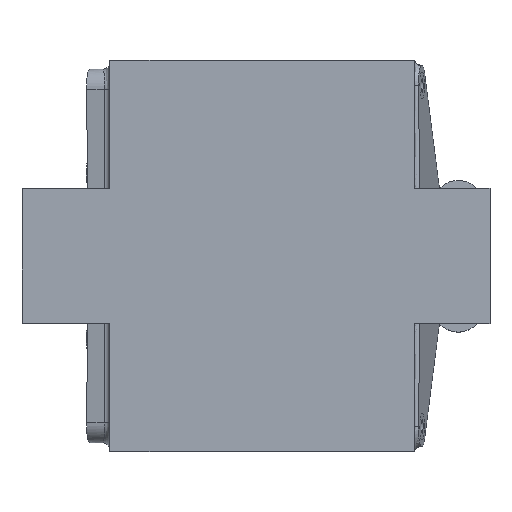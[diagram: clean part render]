
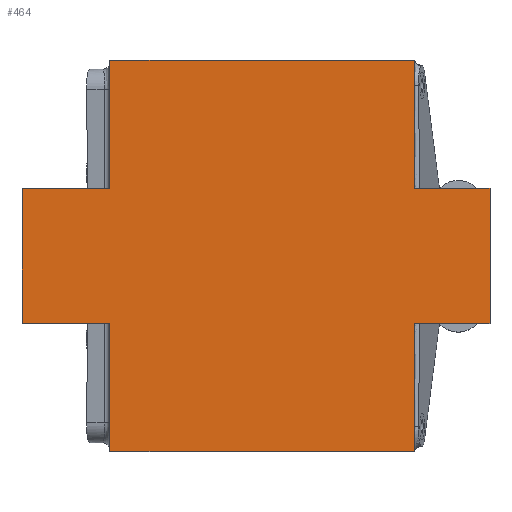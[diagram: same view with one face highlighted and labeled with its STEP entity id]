
A CAD part, top view. The second image highlights one B-rep face of the part: STEP entity #464.
In plain terms, the highlighted planar face has unit normal (0, 0, 1).
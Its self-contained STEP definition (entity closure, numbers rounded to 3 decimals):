
#391=PLANE('',#2582);
#464=ADVANCED_FACE('',(#646),#391,.F.);
#646=FACE_OUTER_BOUND('',#732,.T.);
#732=EDGE_LOOP('',(#1514,#1515,#1516,#1517,#1518,#1519,#1520,#1521,#1522,
#1523,#1524,#1525));
#996=LINE('',#3528,#1150);
#1000=LINE('',#3536,#1154);
#1010=LINE('',#3562,#1164);
#1037=LINE('',#3699,#1191);
#1048=LINE('',#3782,#1202);
#1076=LINE('',#3897,#1230);
#1089=LINE('',#3919,#1243);
#1090=LINE('',#3921,#1244);
#1091=LINE('',#3923,#1245);
#1092=LINE('',#3925,#1246);
#1093=LINE('',#3926,#1247);
#1094=LINE('',#3928,#1248);
#1150=VECTOR('',#2808,1.);
#1154=VECTOR('',#2814,1.);
#1164=VECTOR('',#2834,1.);
#1191=VECTOR('',#2899,1.);
#1202=VECTOR('',#2918,1.);
#1230=VECTOR('',#2992,1.);
#1243=VECTOR('',#3009,1.);
#1244=VECTOR('',#3012,1.);
#1245=VECTOR('',#3013,1.);
#1246=VECTOR('',#3014,1.);
#1247=VECTOR('',#3015,1.);
#1248=VECTOR('',#3016,1.);
#1514=ORIENTED_EDGE('',*,*,#2209,.F.);
#1515=ORIENTED_EDGE('',*,*,#2192,.T.);
#1516=ORIENTED_EDGE('',*,*,#2327,.F.);
#1517=ORIENTED_EDGE('',*,*,#2328,.T.);
#1518=ORIENTED_EDGE('',*,*,#2329,.T.);
#1519=ORIENTED_EDGE('',*,*,#2254,.T.);
#1520=ORIENTED_EDGE('',*,*,#2326,.F.);
#1521=ORIENTED_EDGE('',*,*,#2313,.F.);
#1522=ORIENTED_EDGE('',*,*,#2271,.F.);
#1523=ORIENTED_EDGE('',*,*,#2330,.F.);
#1524=ORIENTED_EDGE('',*,*,#2331,.T.);
#1525=ORIENTED_EDGE('',*,*,#2196,.F.);
#1972=VERTEX_POINT('',#3527);
#1973=VERTEX_POINT('',#3529);
#1975=VERTEX_POINT('',#3535);
#1976=VERTEX_POINT('',#3537);
#2023=VERTEX_POINT('',#3698);
#2024=VERTEX_POINT('',#3700);
#2035=VERTEX_POINT('',#3753);
#2039=VERTEX_POINT('',#3781);
#2071=VERTEX_POINT('',#3898);
#2078=VERTEX_POINT('',#3922);
#2079=VERTEX_POINT('',#3924);
#2080=VERTEX_POINT('',#3927);
#2192=EDGE_CURVE('',#1973,#1972,#996,.T.);
#2196=EDGE_CURVE('',#1975,#1976,#1000,.T.);
#2209=EDGE_CURVE('',#1973,#1975,#1010,.T.);
#2254=EDGE_CURVE('',#2024,#2023,#1037,.T.);
#2271=EDGE_CURVE('',#2039,#2035,#1048,.T.);
#2313=EDGE_CURVE('',#2035,#2071,#1076,.T.);
#2326=EDGE_CURVE('',#2071,#2023,#1089,.T.);
#2327=EDGE_CURVE('',#2078,#1972,#1090,.T.);
#2328=EDGE_CURVE('',#2078,#2079,#1091,.T.);
#2329=EDGE_CURVE('',#2079,#2024,#1092,.T.);
#2330=EDGE_CURVE('',#2080,#2039,#1093,.T.);
#2331=EDGE_CURVE('',#2080,#1976,#1094,.T.);
#2582=AXIS2_PLACEMENT_3D('',#3929,#3017,#3018);
#2808=DIRECTION('',(1.,0.,0.));
#2814=DIRECTION('',(1.,0.,0.));
#2834=DIRECTION('',(0.,1.,0.));
#2899=DIRECTION('',(1.,0.,0.));
#2918=DIRECTION('',(0.,-1.,0.));
#2992=DIRECTION('',(1.,0.,0.));
#3009=DIRECTION('',(0.,-1.,0.));
#3012=DIRECTION('',(0.,1.,0.));
#3013=DIRECTION('',(1.,0.,0.));
#3014=DIRECTION('',(0.,1.,0.));
#3015=DIRECTION('',(1.,0.,0.));
#3016=DIRECTION('',(0.,-1.,0.));
#3017=DIRECTION('',(0.,0.,-1.));
#3018=DIRECTION('',(-1.,0.,0.));
#3527=CARTESIAN_POINT('',(135.842,-10.,67.));
#3528=CARTESIAN_POINT('',(122.792,-10.,67.));
#3529=CARTESIAN_POINT('',(122.792,-10.,67.));
#3535=CARTESIAN_POINT('',(122.792,10.,67.));
#3536=CARTESIAN_POINT('',(122.792,10.,67.));
#3537=CARTESIAN_POINT('',(135.842,10.,67.));
#3562=CARTESIAN_POINT('',(122.792,0.,67.));
#3698=CARTESIAN_POINT('',(192.208,-10.,67.));
#3699=CARTESIAN_POINT('',(122.792,-10.,67.));
#3700=CARTESIAN_POINT('',(180.955,-10.,67.));
#3753=CARTESIAN_POINT('',(180.955,10.,67.));
#3781=CARTESIAN_POINT('',(180.955,29.,67.));
#3782=CARTESIAN_POINT('',(180.955,29.,67.));
#3897=CARTESIAN_POINT('',(122.792,10.,67.));
#3898=CARTESIAN_POINT('',(192.208,10.,67.));
#3919=CARTESIAN_POINT('',(192.208,10.,67.));
#3921=CARTESIAN_POINT('',(135.842,-29.,67.));
#3922=CARTESIAN_POINT('',(135.842,-29.,67.));
#3923=CARTESIAN_POINT('',(180.955,-29.,67.));
#3924=CARTESIAN_POINT('',(180.955,-29.,67.));
#3925=CARTESIAN_POINT('',(180.955,-29.,67.));
#3926=CARTESIAN_POINT('',(135.842,29.,67.));
#3927=CARTESIAN_POINT('',(135.842,29.,67.));
#3928=CARTESIAN_POINT('',(135.842,29.,67.));
#3929=CARTESIAN_POINT('',(0.,0.,67.));
